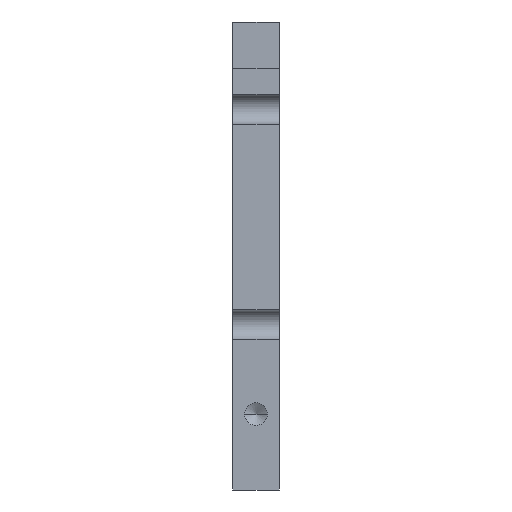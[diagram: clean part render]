
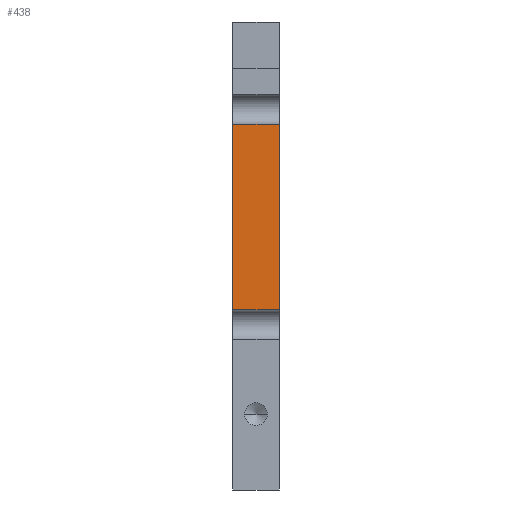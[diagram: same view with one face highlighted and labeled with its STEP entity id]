
A CAD part, left-side view. The second image highlights one B-rep face of the part: STEP entity #438.
In plain terms, the highlighted planar face has unit normal (-1, 0, 0).
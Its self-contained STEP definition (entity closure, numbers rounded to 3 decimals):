
#119=CARTESIAN_POINT('Vertex',(342.,280.5,-175.586)) ;
#122=CARTESIAN_POINT('Line Origine',(342.,280.5,-165.586)) ;
#126=CARTESIAN_POINT('Vertex',(342.,280.5,-155.586)) ;
#400=CARTESIAN_POINT('Vertex',(342.,275.5,-175.586)) ;
#403=CARTESIAN_POINT('Line Origine',(342.,278.,-175.586)) ;
#415=CARTESIAN_POINT('Axis2P3D Location',(342.,275.5,-155.586)) ;
#420=CARTESIAN_POINT('Line Origine',(342.,275.5,-165.586)) ;
#424=CARTESIAN_POINT('Vertex',(342.,275.5,-155.586)) ;
#427=CARTESIAN_POINT('Line Origine',(342.,278.,-155.586)) ;
#123=DIRECTION('Vector Direction',(0.,0.,-1.)) ;
#404=DIRECTION('Vector Direction',(0.,1.,0.)) ;
#416=DIRECTION('Axis2P3D Direction',(1.,0.,0.)) ;
#417=DIRECTION('Axis2P3D XDirection',(0.,0.,-1.)) ;
#421=DIRECTION('Vector Direction',(0.,0.,-1.)) ;
#428=DIRECTION('Vector Direction',(0.,1.,0.)) ;
#418=AXIS2_PLACEMENT_3D('Plane Axis2P3D',#415,#416,#417) ;
#433=ORIENTED_EDGE('',*,*,#407,.F.) ;
#434=ORIENTED_EDGE('',*,*,#426,.T.) ;
#435=ORIENTED_EDGE('',*,*,#431,.T.) ;
#436=ORIENTED_EDGE('',*,*,#128,.F.) ;
#124=VECTOR('Line Direction',#123,1.) ;
#405=VECTOR('Line Direction',#404,1.) ;
#422=VECTOR('Line Direction',#421,1.) ;
#429=VECTOR('Line Direction',#428,1.) ;
#438=ADVANCED_FACE('Corps principal',(#437),#419,.F.) ;
#128=EDGE_CURVE('',#120,#127,#125,.F.) ;
#407=EDGE_CURVE('',#401,#120,#406,.T.) ;
#426=EDGE_CURVE('',#401,#425,#423,.F.) ;
#431=EDGE_CURVE('',#425,#127,#430,.T.) ;
#432=EDGE_LOOP('',(#433,#434,#435,#436)) ;
#437=FACE_OUTER_BOUND('',#432,.T.) ;
#125=LINE('Line',#122,#124) ;
#406=LINE('Line',#403,#405) ;
#423=LINE('Line',#420,#422) ;
#430=LINE('Line',#427,#429) ;
#419=PLANE('',#418) ;
#120=VERTEX_POINT('',#119) ;
#127=VERTEX_POINT('',#126) ;
#401=VERTEX_POINT('',#400) ;
#425=VERTEX_POINT('',#424) ;
